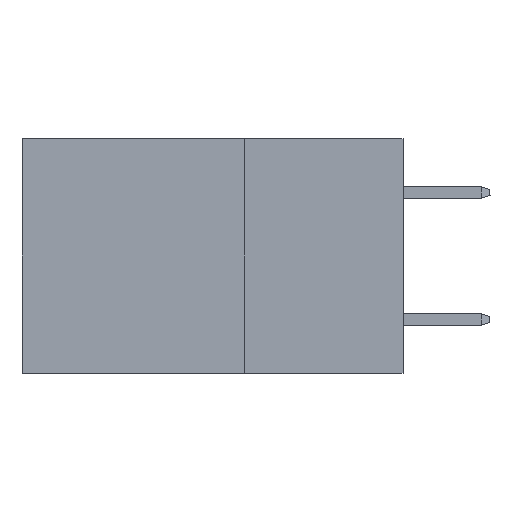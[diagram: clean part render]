
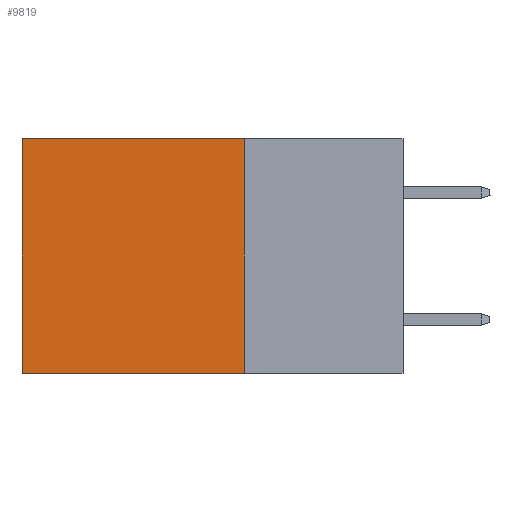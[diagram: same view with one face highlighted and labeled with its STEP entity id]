
A CAD part, left-side view. The second image highlights one B-rep face of the part: STEP entity #9819.
In plain terms, the highlighted planar face has unit normal (-1, 0, 0).
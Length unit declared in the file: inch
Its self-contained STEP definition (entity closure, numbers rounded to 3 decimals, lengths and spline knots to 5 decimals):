
#247 = ORIENTED_EDGE ( 'NONE', *, *, #26889, .T. ) ;
#1358 = CARTESIAN_POINT ( 'NONE',  ( 0.2875, 0.25, 0. ) ) ;
#1651 = EDGE_CURVE ( 'NONE', #10180, #27622, #27537, .T. ) ;
#2520 = ORIENTED_EDGE ( 'NONE', *, *, #1651, .T. ) ;
#3950 = AXIS2_PLACEMENT_3D ( 'NONE', #29994, #33029, #19091 ) ;
#4465 = CARTESIAN_POINT ( 'NONE',  ( 0.2875, 0.6, 0. ) ) ;
#9819 = ADVANCED_FACE ( 'NONE', ( #43925 ), #33716, .F. ) ;
#10180 = VERTEX_POINT ( 'NONE', #32967 ) ;
#10881 = CARTESIAN_POINT ( 'NONE',  ( 0.2875, 0.6, 0. ) ) ;
#12647 = VECTOR ( 'NONE', #29400, 39.37008 ) ;
#13234 = VECTOR ( 'NONE', #22372, 39.37008 ) ;
#14985 = LINE ( 'NONE', #21755, #12647 ) ;
#16464 = VERTEX_POINT ( 'NONE', #31231 ) ;
#17367 = VECTOR ( 'NONE', #18697, 39.37008 ) ;
#18697 = DIRECTION ( 'NONE',  ( 0., 0., -1. ) ) ;
#19091 = DIRECTION ( 'NONE',  ( 0., 0., -1. ) ) ;
#21755 = CARTESIAN_POINT ( 'NONE',  ( 0.2875, 0.25, -0.37 ) ) ;
#22177 = LINE ( 'NONE', #4465, #17367 ) ;
#22372 = DIRECTION ( 'NONE',  ( 0., 0., -1. ) ) ;
#24442 = EDGE_CURVE ( 'NONE', #32419, #16464, #14985, .T. ) ;
#26889 = EDGE_CURVE ( 'NONE', #27622, #16464, #22177, .T. ) ;
#27537 = LINE ( 'NONE', #45170, #32612 ) ;
#27622 = VERTEX_POINT ( 'NONE', #10881 ) ;
#29400 = DIRECTION ( 'NONE',  ( 0., 1., 0. ) ) ;
#29994 = CARTESIAN_POINT ( 'NONE',  ( 0.2875, 0.25, 0. ) ) ;
#31231 = CARTESIAN_POINT ( 'NONE',  ( 0.2875, 0.6, -0.37 ) ) ;
#32419 = VERTEX_POINT ( 'NONE', #36764 ) ;
#32612 = VECTOR ( 'NONE', #34947, 39.37008 ) ;
#32967 = CARTESIAN_POINT ( 'NONE',  ( 0.2875, 0.25, 0. ) ) ;
#33029 = DIRECTION ( 'NONE',  ( 1., 0., 0. ) ) ;
#33515 = LINE ( 'NONE', #1358, #13234 ) ;
#33653 = EDGE_CURVE ( 'NONE', #10180, #32419, #33515, .T. ) ;
#33716 = PLANE ( 'NONE',  #3950 ) ;
#34947 = DIRECTION ( 'NONE',  ( 0., 1., 0. ) ) ;
#36764 = CARTESIAN_POINT ( 'NONE',  ( 0.2875, 0.25, -0.37 ) ) ;
#40748 = ORIENTED_EDGE ( 'NONE', *, *, #33653, .F. ) ;
#41636 = EDGE_LOOP ( 'NONE', ( #247, #42939, #40748, #2520 ) ) ;
#42939 = ORIENTED_EDGE ( 'NONE', *, *, #24442, .F. ) ;
#43925 = FACE_OUTER_BOUND ( 'NONE', #41636, .T. ) ;
#45170 = CARTESIAN_POINT ( 'NONE',  ( 0.2875, 0.25, 0. ) ) ;
